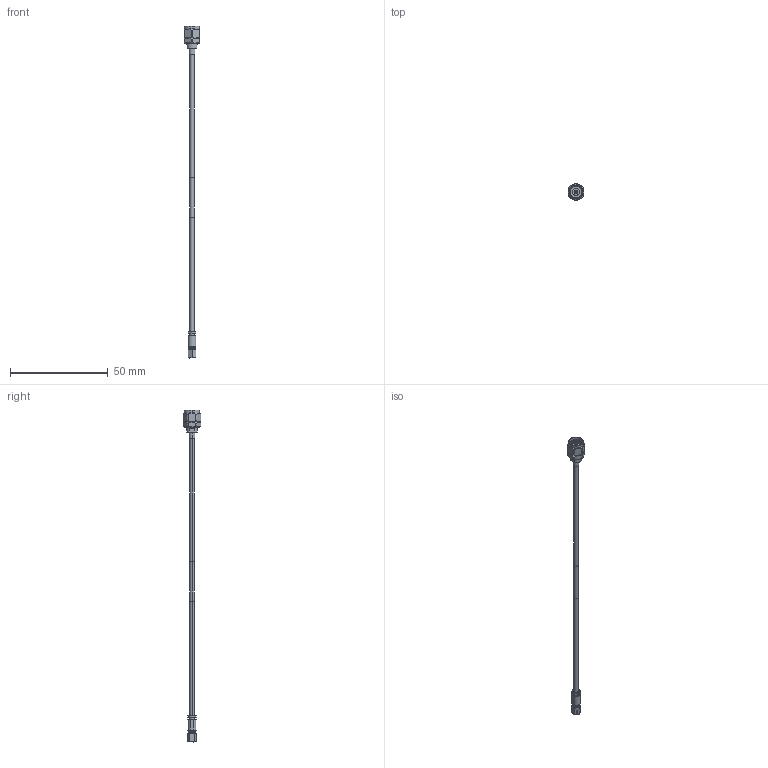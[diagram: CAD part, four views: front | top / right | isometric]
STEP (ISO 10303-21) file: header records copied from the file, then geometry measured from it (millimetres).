
FILE_DESCRIPTION (( 'STEP AP214' ), '1' );
FILE_NAME ('FMCA100338_3D.step', '2025-11-11T18:13:20', ( '' ), ( '' ), 'SwSTEP 2.0', 'SolidWorks 2025', '' );
FILE_SCHEMA (( 'AUTOMOTIVE_DESIGN' ));
Length unit declared in the file: inch
Products named in the file (4): PE-SR405FL_WITH LABEL; FMCA100338_3D; PE45365_默认; PE45413
Assembly tree (3 placements, depth 2):
  FMCA100338_3D
    PE-SR405FL_WITH LABEL
    PE45413
    PE45365_默认
Bounding box: 7.92 x 8.88 x 170.05 mm (x, y, z)
Volume: 1020.9 mm3; surface area: 2255.9 mm2
Topology: 5 solids, 5 shells, 232 faces, 549 edges, 351 vertices
Faces by surface type: cylinder 103, plane 76, cone 43, bspline 6, torus 4
Entity records: 9343 total; most frequent: CARTESIAN_POINT 3985, ORIENTED_EDGE 1098, DIRECTION 1076, EDGE_CURVE 549, AXIS2_PLACEMENT_3D 442, VERTEX_POINT 351, EDGE_LOOP 270, ADVANCED_FACE 232
